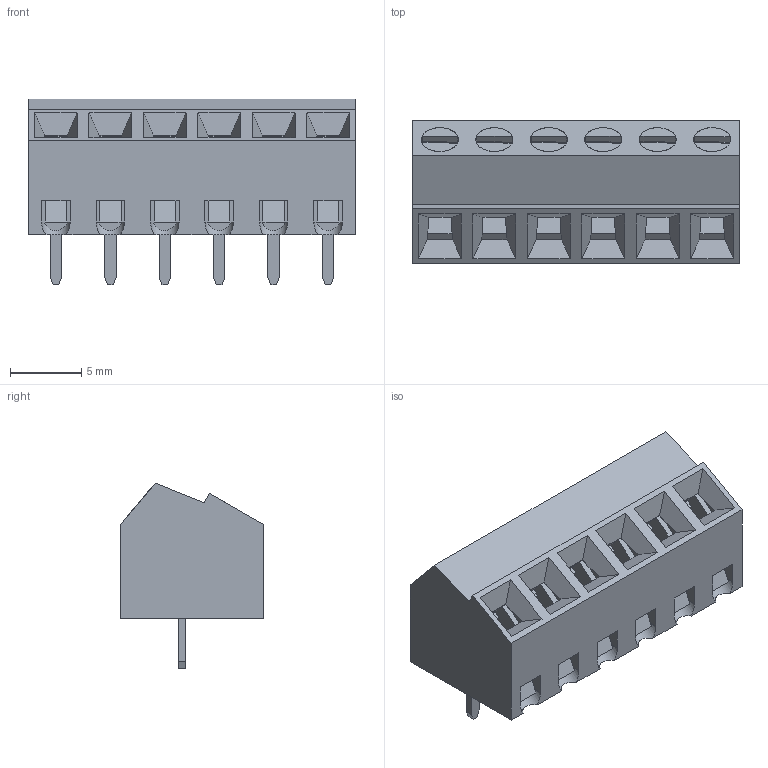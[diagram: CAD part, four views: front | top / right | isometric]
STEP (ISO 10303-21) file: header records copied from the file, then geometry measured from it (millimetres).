
FILE_DESCRIPTION( ( 'Unknown' ), '1' );
FILE_NAME( '691221320006.stp', 'Unknown', ( 'Quentin LAIDEBEUR' ), ( 'WE' ), 'PSStep 15.0.49', 'Sample-box', ' ' );
FILE_SCHEMA( ( 'AUTOMOTIVE_DESIGN { 1 0 10303 214 1 1 1 1 }' ) );
Length unit declared in the file: millimetre
Products named in the file (6): Assem1; 691221320006; 691221320006_BACK; 6912213200xx_MASS; 6912213200xx_VIS; 6912213200xx_PIN
Assembly tree (20 placements, depth 2):
  Assem1
    691221320006
    691221320006_BACK
    6912213200xx_MASS  x6
    6912213200xx_VIS  x6
    6912213200xx_PIN  x6
Bounding box: 22.86 x 10 x 13 mm (x, y, z)
Volume: 1307 mm3; surface area: 4017.9 mm2
Topology: 20 solids, 20 shells, 573 faces, 1551 edges, 1026 vertices
Faces by surface type: plane 501, cylinder 72
Full cylindrical faces by diameter (mm): 1.7 x12, 2.6 x12
Entity records: 16191 total; most frequent: CARTESIAN_POINT 2278, ORIENTED_EDGE 2230, DIRECTION 2075, EDGE_CURVE 1115, LINE 993, VECTOR 993, VERTEX_POINT 744, AXIS2_PLACEMENT_3D 541
